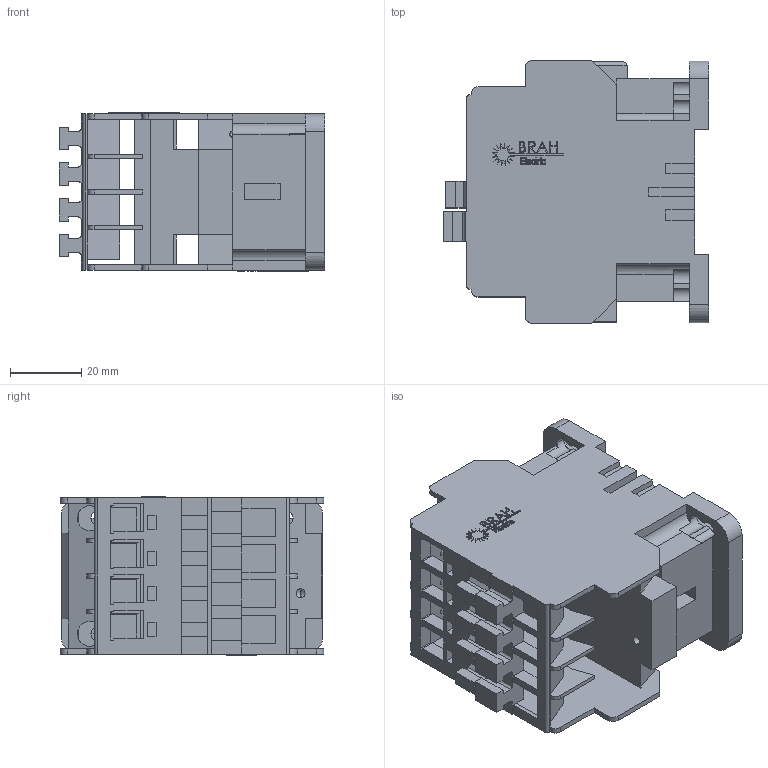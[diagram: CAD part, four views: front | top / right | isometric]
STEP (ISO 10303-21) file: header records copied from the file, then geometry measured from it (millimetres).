
FILE_DESCRIPTION (( 'STEP AP214' ), '1' );
FILE_NAME ('BA12-30-10-86.STEP', '2020-10-09T13:24:49', ( '' ), ( '' ), 'SwSTEP 2.0', 'SolidWorks 2017', '' );
FILE_SCHEMA (( 'AUTOMOTIVE_DESIGN' ));
Length unit declared in the file: millimetre
Products named in the file (1): BA12-30-10-86
Bounding box: 74.67 x 74 x 44.4 mm (x, y, z)
Volume: 106959.1 mm3; surface area: 37680.3 mm2
Topology: 1 solids, 2 shells, 925 faces, 2660 edges, 1753 vertices
Faces by surface type: plane 704, cylinder 110, bspline 107, cone 4
Entity records: 34215 total; most frequent: CARTESIAN_POINT 10357, ORIENTED_EDGE 5312, DIRECTION 4302, EDGE_CURVE 2656, LINE 2202, VECTOR 2202, VERTEX_POINT 1753, AXIS2_PLACEMENT_3D 1050
